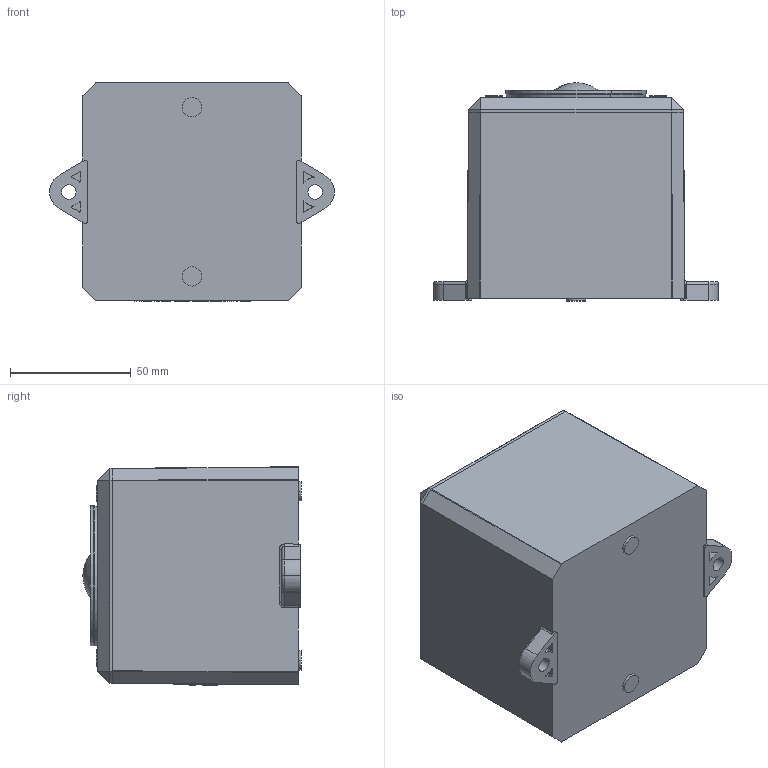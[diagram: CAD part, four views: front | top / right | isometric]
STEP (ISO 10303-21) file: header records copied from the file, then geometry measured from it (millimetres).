
FILE_DESCRIPTION (( 'STEP AP214' ), '1' );
FILE_NAME ('YO3IS.STEP', '2021-05-19T09:53:30', ( '' ), ( '' ), 'SwSTEP 2.0', 'SolidWorks 2021', '' );
FILE_SCHEMA (( 'AUTOMOTIVE_DESIGN' ));
Length unit declared in the file: millimetre
Products named in the file (1): YO3IS
Bounding box: 118 x 90.4 x 90.45 mm (x, y, z)
Volume: 658752.5 mm3; surface area: 56684.2 mm2
Topology: 28 solids, 41 shells, 720 faces, 1771 edges, 1150 vertices
Faces by surface type: plane 438, bspline 137, cylinder 70, cone 58, torus 15, sphere 2
Entity records: 34826 total; most frequent: CARTESIAN_POINT 11263, ORIENTED_EDGE 3542, DIRECTION 2751, EDGE_CURVE 1771, VERTEX_POINT 1150, VECTOR 1135, LINE 1135, AXIS2_PLACEMENT_3D 808
